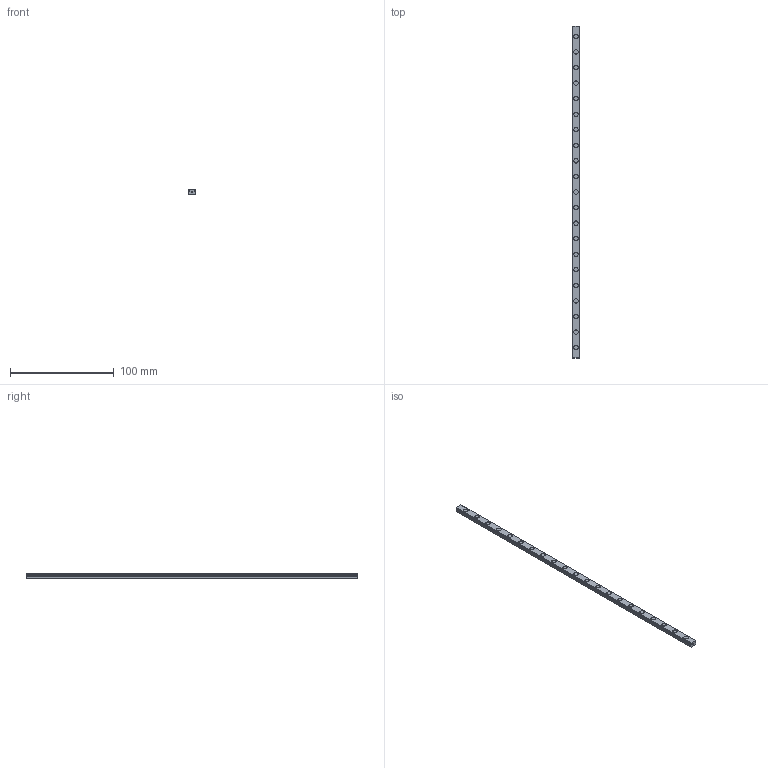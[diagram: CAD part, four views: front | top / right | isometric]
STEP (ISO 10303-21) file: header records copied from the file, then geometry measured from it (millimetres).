
FILE_DESCRIPTION(('STEP AP214'),'1');
FILE_NAME('cctmp_15B944A1-D3C0-4D33-A011-EF20E28D6B00_2021_02_18_12_45_41_0349..stp','2021-02-18T11:45:41',('HIWIN GmbH'),('CADClick - www.CADClick.com'),'Spatial InterOp 3D',' ','unknown authorization');
FILE_SCHEMA(('AUTOMOTIVE_DESIGN'));
Length unit declared in the file: millimetre
Products named in the file (1): MGNR07R320CM_FILE
Bounding box: 7 x 320 x 4.8 mm (x, y, z)
Volume: 9242.5 mm3; surface area: 9841.3 mm2
Topology: 1 solids, 1 shells, 284 faces, 645 edges, 430 vertices
Faces by surface type: cylinder 142, plane 142
Entity records: 10369 total; most frequent: DIRECTION 1499, CARTESIAN_POINT 1360, ORIENTED_EDGE 1290, EDGE_CURVE 645, AXIS2_PLACEMENT_3D 569, VERTEX_POINT 430, LINE 361, VECTOR 361
